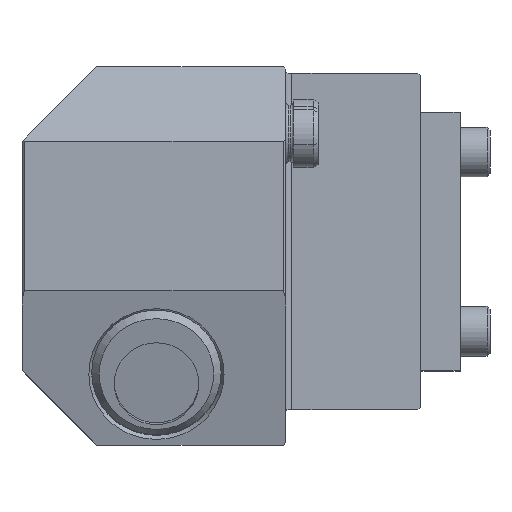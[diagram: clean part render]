
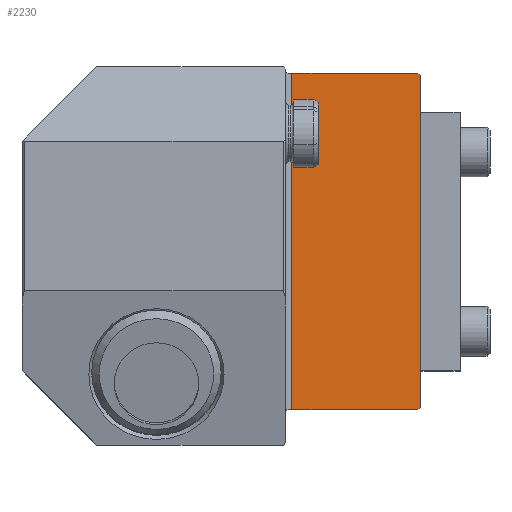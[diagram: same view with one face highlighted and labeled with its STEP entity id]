
A CAD part, top view. The second image highlights one B-rep face of the part: STEP entity #2230.
In plain terms, the highlighted planar face has unit normal (0, 0, 1).
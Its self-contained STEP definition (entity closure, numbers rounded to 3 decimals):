
#296=PLANE('',#8757);
#569=LINE('',#11132,#1336);
#586=LINE('',#11206,#1353);
#587=LINE('',#11209,#1354);
#588=LINE('',#11210,#1355);
#589=LINE('',#11212,#1356);
#590=LINE('',#11214,#1357);
#1336=VECTOR('',#9262,1.);
#1353=VECTOR('',#9317,1.);
#1354=VECTOR('',#9318,1.);
#1355=VECTOR('',#9319,1.);
#1356=VECTOR('',#9320,1.);
#1357=VECTOR('',#9321,1.);
#2230=ADVANCED_FACE('',(#2725),#296,.F.);
#2725=FACE_OUTER_BOUND('',#3157,.T.);
#3157=EDGE_LOOP('',(#4234,#4235,#4236,#4237,#4238,#4239));
#4234=ORIENTED_EDGE('',*,*,#7476,.T.);
#4235=ORIENTED_EDGE('',*,*,#7477,.T.);
#4236=ORIENTED_EDGE('',*,*,#7445,.T.);
#4237=ORIENTED_EDGE('',*,*,#7478,.T.);
#4238=ORIENTED_EDGE('',*,*,#7479,.F.);
#4239=ORIENTED_EDGE('',*,*,#7480,.T.);
#6624=VERTEX_POINT('',#11133);
#6625=VERTEX_POINT('',#11134);
#6650=VERTEX_POINT('',#11207);
#6651=VERTEX_POINT('',#11208);
#6652=VERTEX_POINT('',#11211);
#6653=VERTEX_POINT('',#11213);
#7445=EDGE_CURVE('',#6624,#6625,#569,.T.);
#7476=EDGE_CURVE('',#6650,#6651,#586,.T.);
#7477=EDGE_CURVE('',#6651,#6624,#587,.T.);
#7478=EDGE_CURVE('',#6625,#6652,#588,.T.);
#7479=EDGE_CURVE('',#6653,#6652,#589,.T.);
#7480=EDGE_CURVE('',#6653,#6650,#590,.T.);
#8757=AXIS2_PLACEMENT_3D('',#11215,#9322,#9323);
#9262=DIRECTION('',(0.,1.,0.));
#9317=DIRECTION('',(1.,0.,0.));
#9318=DIRECTION('',(0.698,0.716,0.));
#9319=DIRECTION('',(-0.698,0.716,0.));
#9320=DIRECTION('',(1.,0.,0.));
#9321=DIRECTION('',(0.,-1.,0.));
#9322=DIRECTION('',(0.,0.,-1.));
#9323=DIRECTION('',(-1.,0.,0.));
#11132=CARTESIAN_POINT('',(30.,-41.,25.));
#11133=CARTESIAN_POINT('',(30.,-33.259,25.));
#11134=CARTESIAN_POINT('',(30.,33.259,25.));
#11206=CARTESIAN_POINT('',(30.,-33.772,25.));
#11207=CARTESIAN_POINT('',(4.2,-33.772,25.));
#11208=CARTESIAN_POINT('',(29.5,-33.772,25.));
#11209=CARTESIAN_POINT('',(32.385,-30.811,25.));
#11210=CARTESIAN_POINT('',(31.878,31.331,25.));
#11211=CARTESIAN_POINT('',(29.5,33.772,25.));
#11212=CARTESIAN_POINT('',(30.,33.772,25.));
#11213=CARTESIAN_POINT('',(4.2,33.772,25.));
#11214=CARTESIAN_POINT('',(4.2,-41.,25.));
#11215=CARTESIAN_POINT('',(30.,-41.,25.));
